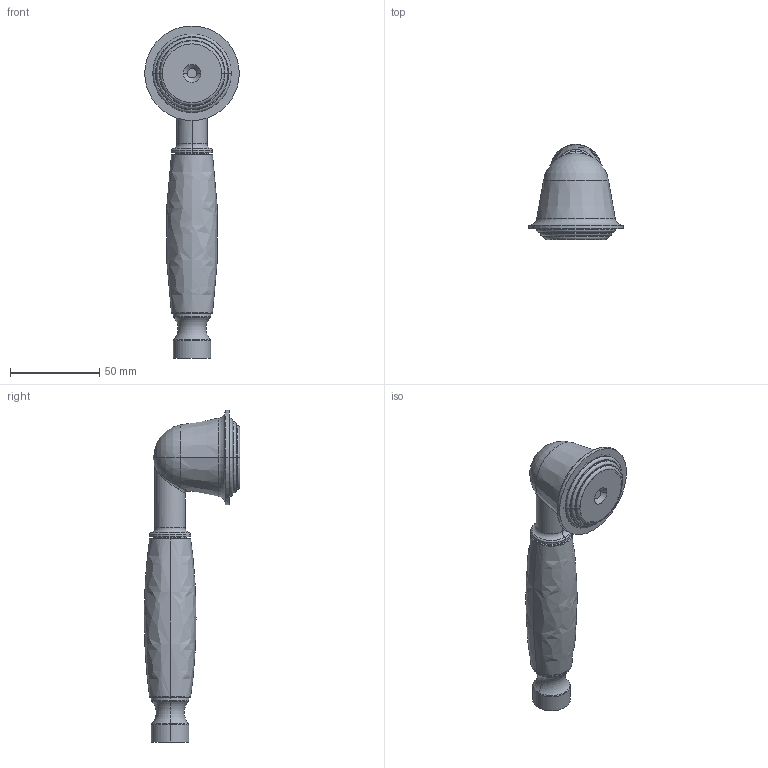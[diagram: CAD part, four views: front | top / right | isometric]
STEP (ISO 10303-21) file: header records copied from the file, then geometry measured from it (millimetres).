
FILE_DESCRIPTION((''),'2;1');
FILE_NAME('ZDOC007CR','2021-11-12T08:30:49',('ut3'),('PAFFONI SpA'),'CREO PARAMETRIC BY PTC INC, 2020044','CREO PARAMETRIC BY PTC INC, 2020044','');
FILE_SCHEMA(('CONFIG_CONTROL_DESIGN','SHAPE_APPEARANCE_LAYERS_GROUPS'));
Length unit declared in the file: millimetre
Products named in the file (1): ZDOC007CR
Bounding box: 53 x 53.5 x 186 mm (x, y, z)
Volume: 107312.8 mm3; surface area: 33100.4 mm2
Topology: 1 solids, 2 shells, 100 faces, 203 edges, 117 vertices
Faces by surface type: torus 36, cylinder 32, plane 16, cone 8, bspline 6, sphere 2
Entity records: 4152 total; most frequent: CARTESIAN_POINT 828, DIRECTION 534, ORIENTED_EDGE 402, AXIS2_PLACEMENT_3D 247, EDGE_CURVE 201, FILL_AREA_STYLE_COLOUR 179, FILL_AREA_STYLE 179, SURFACE_STYLE_FILL_AREA 179
